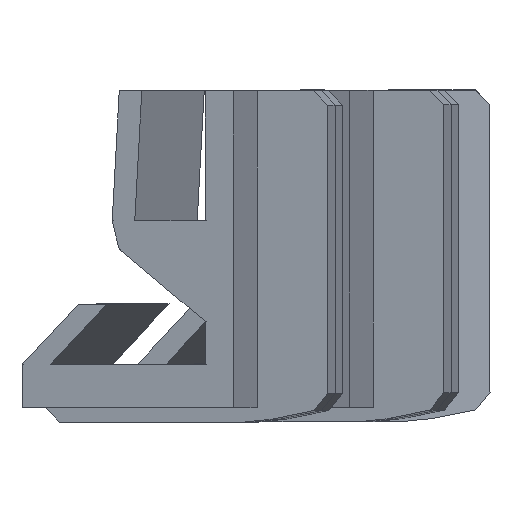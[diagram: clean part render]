
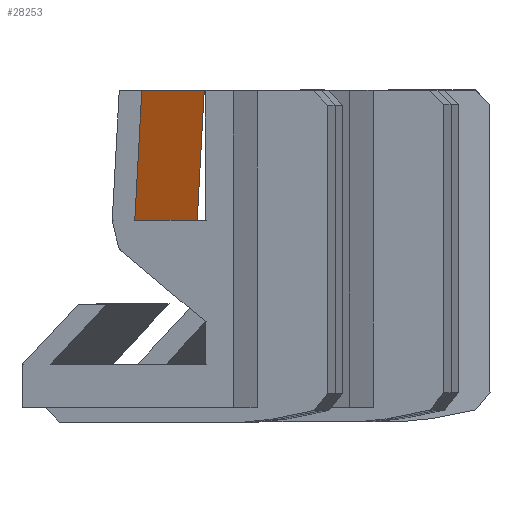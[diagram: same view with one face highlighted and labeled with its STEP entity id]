
A CAD part, left-side view. The second image highlights one B-rep face of the part: STEP entity #28253.
In plain terms, the highlighted face is planar.
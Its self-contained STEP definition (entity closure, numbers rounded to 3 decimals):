
#26412 = PLANE('',#26413);
#26413 = AXIS2_PLACEMENT_3D('',#26414,#26415,#26416);
#26414 = CARTESIAN_POINT('',(-10.5,5.766,9.503));
#26415 = DIRECTION('',(-1.,0.,0.));
#26416 = DIRECTION('',(0.,0.,1.));
#26846 = PLANE('',#26847);
#26847 = AXIS2_PLACEMENT_3D('',#26848,#26849,#26850);
#26848 = CARTESIAN_POINT('',(10.5,5.766,9.503));
#26849 = DIRECTION('',(-1.,0.,0.));
#26850 = DIRECTION('',(0.,0.,1.));
#27050 = VERTEX_POINT('',#27051);
#27051 = CARTESIAN_POINT('',(-10.5,7.,13.));
#27065 = PLANE('',#27066);
#27066 = AXIS2_PLACEMENT_3D('',#27067,#27068,#27069);
#27067 = CARTESIAN_POINT('',(0.,2.,13.));
#27068 = DIRECTION('',(0.,0.,-1.));
#27069 = DIRECTION('',(0.,1.,0.));
#27077 = EDGE_CURVE('',#27050,#27078,#27080,.T.);
#27078 = VERTEX_POINT('',#27079);
#27079 = CARTESIAN_POINT('',(-10.5,6.5,22.));
#27080 = SURFACE_CURVE('',#27081,(#27085,#27092),.PCURVE_S1.);
#27081 = LINE('',#27082,#27083);
#27082 = CARTESIAN_POINT('',(-10.5,7.,13.));
#27083 = VECTOR('',#27084,1.);
#27084 = DIRECTION('',(0.,-0.055,0.998));
#27085 = PCURVE('',#26412,#27086);
#27086 = DEFINITIONAL_REPRESENTATION('',(#27087),#27091);
#27087 = LINE('',#27088,#27089);
#27088 = CARTESIAN_POINT('',(3.497,1.234));
#27089 = VECTOR('',#27090,1.);
#27090 = DIRECTION('',(0.998,-0.055));
#27091 = ( GEOMETRIC_REPRESENTATION_CONTEXT(2) 
PARAMETRIC_REPRESENTATION_CONTEXT() REPRESENTATION_CONTEXT('2D SPACE',''
  ) );
#27092 = PCURVE('',#27093,#27098);
#27093 = PLANE('',#27094);
#27094 = AXIS2_PLACEMENT_3D('',#27095,#27096,#27097);
#27095 = CARTESIAN_POINT('',(0.,7.,13.));
#27096 = DIRECTION('',(0.,0.998,0.055));
#27097 = DIRECTION('',(0.,-0.055,0.998));
#27098 = DEFINITIONAL_REPRESENTATION('',(#27099),#27103);
#27099 = LINE('',#27100,#27101);
#27100 = CARTESIAN_POINT('',(0.,-10.5));
#27101 = VECTOR('',#27102,1.);
#27102 = DIRECTION('',(1.,0.));
#27103 = ( GEOMETRIC_REPRESENTATION_CONTEXT(2) 
PARAMETRIC_REPRESENTATION_CONTEXT() REPRESENTATION_CONTEXT('2D SPACE',''
  ) );
#27121 = PLANE('',#27122);
#27122 = AXIS2_PLACEMENT_3D('',#27123,#27124,#27125);
#27123 = CARTESIAN_POINT('',(0.,6.5,22.));
#27124 = DIRECTION('',(0.,0.,-1.));
#27125 = DIRECTION('',(0.,1.,0.));
#27906 = VERTEX_POINT('',#27907);
#27907 = CARTESIAN_POINT('',(10.5,7.,13.));
#27928 = EDGE_CURVE('',#27906,#27929,#27931,.T.);
#27929 = VERTEX_POINT('',#27930);
#27930 = CARTESIAN_POINT('',(10.5,6.5,22.));
#27931 = SURFACE_CURVE('',#27932,(#27936,#27943),.PCURVE_S1.);
#27932 = LINE('',#27933,#27934);
#27933 = CARTESIAN_POINT('',(10.5,7.,13.));
#27934 = VECTOR('',#27935,1.);
#27935 = DIRECTION('',(0.,-0.055,0.998));
#27936 = PCURVE('',#26846,#27937);
#27937 = DEFINITIONAL_REPRESENTATION('',(#27938),#27942);
#27938 = LINE('',#27939,#27940);
#27939 = CARTESIAN_POINT('',(3.497,1.234));
#27940 = VECTOR('',#27941,1.);
#27941 = DIRECTION('',(0.998,-0.055));
#27942 = ( GEOMETRIC_REPRESENTATION_CONTEXT(2) 
PARAMETRIC_REPRESENTATION_CONTEXT() REPRESENTATION_CONTEXT('2D SPACE',''
  ) );
#27943 = PCURVE('',#27093,#27944);
#27944 = DEFINITIONAL_REPRESENTATION('',(#27945),#27949);
#27945 = LINE('',#27946,#27947);
#27946 = CARTESIAN_POINT('',(0.,10.5));
#27947 = VECTOR('',#27948,1.);
#27948 = DIRECTION('',(1.,0.));
#27949 = ( GEOMETRIC_REPRESENTATION_CONTEXT(2) 
PARAMETRIC_REPRESENTATION_CONTEXT() REPRESENTATION_CONTEXT('2D SPACE',''
  ) );
#28231 = EDGE_CURVE('',#27906,#27050,#28232,.T.);
#28232 = SURFACE_CURVE('',#28233,(#28237,#28244),.PCURVE_S1.);
#28233 = LINE('',#28234,#28235);
#28234 = CARTESIAN_POINT('',(10.5,7.,13.));
#28235 = VECTOR('',#28236,1.);
#28236 = DIRECTION('',(-1.,0.,0.));
#28237 = PCURVE('',#27065,#28238);
#28238 = DEFINITIONAL_REPRESENTATION('',(#28239),#28243);
#28239 = LINE('',#28240,#28241);
#28240 = CARTESIAN_POINT('',(5.,10.5));
#28241 = VECTOR('',#28242,1.);
#28242 = DIRECTION('',(0.,-1.));
#28243 = ( GEOMETRIC_REPRESENTATION_CONTEXT(2) 
PARAMETRIC_REPRESENTATION_CONTEXT() REPRESENTATION_CONTEXT('2D SPACE',''
  ) );
#28244 = PCURVE('',#27093,#28245);
#28245 = DEFINITIONAL_REPRESENTATION('',(#28246),#28250);
#28246 = LINE('',#28247,#28248);
#28247 = CARTESIAN_POINT('',(0.,10.5));
#28248 = VECTOR('',#28249,1.);
#28249 = DIRECTION('',(0.,-1.));
#28250 = ( GEOMETRIC_REPRESENTATION_CONTEXT(2) 
PARAMETRIC_REPRESENTATION_CONTEXT() REPRESENTATION_CONTEXT('2D SPACE',''
  ) );
#28253 = ADVANCED_FACE('',(#28254),#27093,.F.);
#28254 = FACE_BOUND('',#28255,.F.);
#28255 = EDGE_LOOP('',(#28256,#28257,#28278,#28279));
#28256 = ORIENTED_EDGE('',*,*,#27077,.T.);
#28257 = ORIENTED_EDGE('',*,*,#28258,.F.);
#28258 = EDGE_CURVE('',#27929,#27078,#28259,.T.);
#28259 = SURFACE_CURVE('',#28260,(#28264,#28271),.PCURVE_S1.);
#28260 = LINE('',#28261,#28262);
#28261 = CARTESIAN_POINT('',(10.5,6.5,22.));
#28262 = VECTOR('',#28263,1.);
#28263 = DIRECTION('',(-1.,0.,0.));
#28264 = PCURVE('',#27093,#28265);
#28265 = DEFINITIONAL_REPRESENTATION('',(#28266),#28270);
#28266 = LINE('',#28267,#28268);
#28267 = CARTESIAN_POINT('',(9.014,10.5));
#28268 = VECTOR('',#28269,1.);
#28269 = DIRECTION('',(0.,-1.));
#28270 = ( GEOMETRIC_REPRESENTATION_CONTEXT(2) 
PARAMETRIC_REPRESENTATION_CONTEXT() REPRESENTATION_CONTEXT('2D SPACE',''
  ) );
#28271 = PCURVE('',#27121,#28272);
#28272 = DEFINITIONAL_REPRESENTATION('',(#28273),#28277);
#28273 = LINE('',#28274,#28275);
#28274 = CARTESIAN_POINT('',(0.,10.5));
#28275 = VECTOR('',#28276,1.);
#28276 = DIRECTION('',(0.,-1.));
#28277 = ( GEOMETRIC_REPRESENTATION_CONTEXT(2) 
PARAMETRIC_REPRESENTATION_CONTEXT() REPRESENTATION_CONTEXT('2D SPACE',''
  ) );
#28278 = ORIENTED_EDGE('',*,*,#27928,.F.);
#28279 = ORIENTED_EDGE('',*,*,#28231,.T.);
